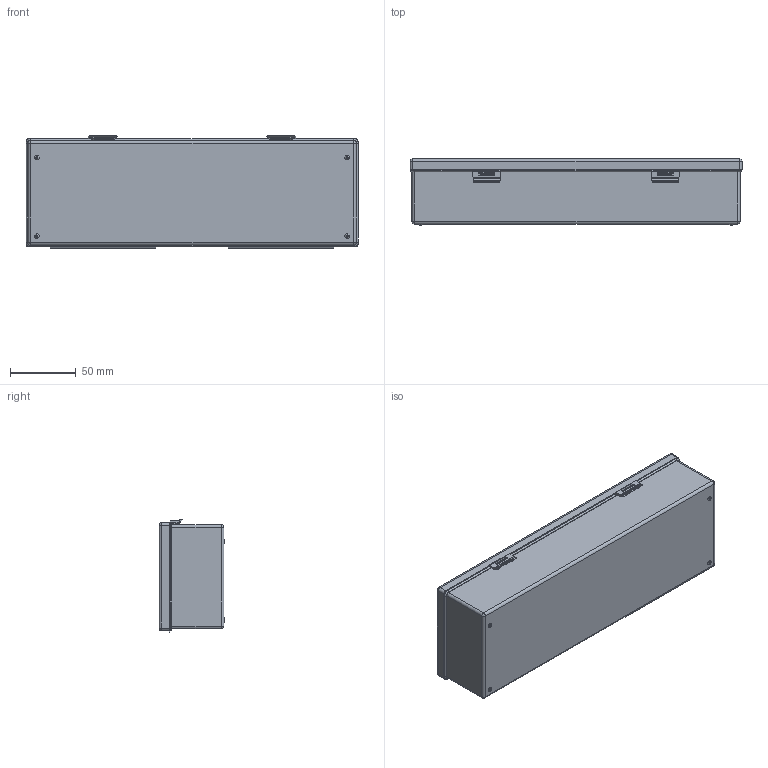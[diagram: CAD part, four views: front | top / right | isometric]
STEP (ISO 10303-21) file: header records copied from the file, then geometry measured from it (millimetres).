
FILE_DESCRIPTION (( 'STEP AP203' ), '1' );
FILE_NAME ('B152 Êîðîáêà ïëàñòèêîâàÿ, 248x77x47 ìì.STEP', '2020-03-17T13:27:01', ( 'Ïîëüçîâàòåëü Windows' ), ( '' ), 'SwSTEP 2.0', 'SolidWorks 2019', '' );
FILE_SCHEMA (( 'CONFIG_CONTROL_DESIGN' ));
Length unit declared in the file: millimetre
Products named in the file (4): B152 澎觐耱黖00; B152 Êîðîáêà ïëàñòèêîâàÿ, 248x77x47 ìì; B152 ч鸗鍆趌00; B152 Êðûøêà_12
Assembly tree (4 placements, depth 2):
  B152 Êîðîáêà ïëàñòèêîâàÿ, 248x77x47 ìì
    B152 澎觐耱黖00
    B152 ч鸗鍆趌00  x2
    B152 Êðûøêà_12
Bounding box: 252 x 50.05 x 86 mm (x, y, z)
Volume: 93140.4 mm3; surface area: 148248.1 mm2
Topology: 13 solids, 13 shells, 349 faces, 876 edges, 532 vertices
Faces by surface type: plane 187, cylinder 108, sphere 24, bspline 16, torus 14
Entity records: 9973 total; most frequent: CARTESIAN_POINT 2551, DIRECTION 1467, ORIENTED_EDGE 1446, EDGE_CURVE 723, AXIS2_PLACEMENT_3D 500, VECTOR 467, LINE 467, VERTEX_POINT 448
